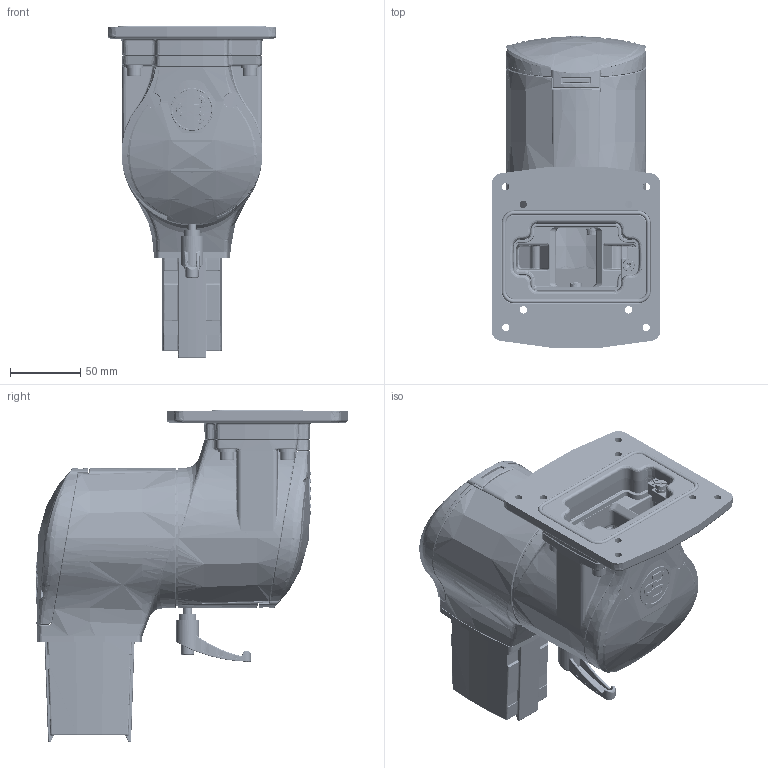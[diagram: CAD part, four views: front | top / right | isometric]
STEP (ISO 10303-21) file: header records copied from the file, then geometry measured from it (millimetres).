
FILE_DESCRIPTION((''),'2;1');
FILE_NAME('1017300005_ASM','2015-07-15T',('Falk.Schoember'),(''),'PRO/ENGINEER BY PARAMETRIC TECHNOLOGY CORPORATION, 2012360','PRO/ENGINEER BY PARAMETRIC TECHNOLOGY CORPORATION, 2012360','');
FILE_SCHEMA(('AUTOMOTIVE_DESIGN { 1 0 10303 214 1 1 1 1 }'));
Products named in the file (27): 9324209000_AF0; 9620434000_ASM; 9231806000; 9371072000; 9411111000_EINB_AF4; 9324219000_AF0; 9620440000_ASM; 9371073000; 9502352000; 9263051000; 9324212000; 9261333000; 9231010000_DICHTUNG-PK-UT; 9324220000_AF0; 9620441000_ASM; 9262042000; 9261325000; 9231010000_DICHTUNG-ZG-DE; 9324211000_AF0; 9620447000_ASM; 9261334000; 9222005000; 9251096000; 9231010000_DICHTUNG-PK-AP; 9231797000_AF4; 9261441000; 1017300005_ASM
Assembly tree (41 placements, depth 3):
  1017300005_ASM
    9620434000_ASM
      9324209000_AF0
    9231806000
    9371072000
    9411111000_EINB_AF4
    9620440000_ASM
      9324219000_AF0
    9371073000
    9502352000
    9263051000
    9324212000
    9261333000
    9231010000_DICHTUNG-PK-UT
    9620441000_ASM
      9324220000_AF0
    9262042000  x4
    9261325000  x4
    9231010000_DICHTUNG-ZG-DE  x2
    9620447000_ASM  x2
      9324211000_AF0
    9261334000  x4
    9222005000
    9251096000
    9231010000_DICHTUNG-PK-AP
    9231797000_AF4
    9261441000  x5
Bounding box: 120 x 221.53 x 236 mm (x, y, z)
Volume: 1084548.4 mm3; surface area: 634278.7 mm2
Topology: 37 solids, 197 shells, 4326 faces, 11455 edges, 7420 vertices
Faces by surface type: cylinder 1334, bspline 1183, plane 1080, cone 320, torus 316, sphere 89, extrusion 4
Entity records: 225364 total; most frequent: CARTESIAN_POINT 94162, ORIENTED_EDGE 16469, DIRECTION 14135, PRESENTATION_STYLE_ASSIGNMENT 10104, STYLED_ITEM 10104, EDGE_CURVE 9216, CURVE_STYLE 7038, VERTEX_POINT 6024
